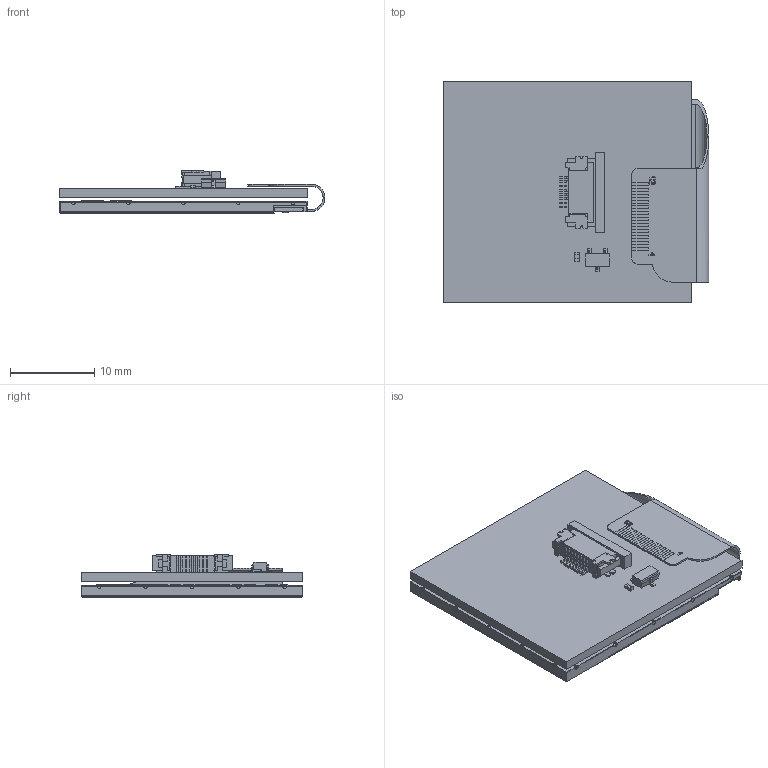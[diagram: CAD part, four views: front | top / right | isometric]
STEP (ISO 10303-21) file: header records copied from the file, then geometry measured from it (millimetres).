
FILE_DESCRIPTION(('Open CASCADE Model'),'2;1');
FILE_NAME('Open CASCADE Shape Model','2021-05-24T15:47:55',('Author'),( 'Open CASCADE'),'Open CASCADE STEP processor 6.8','Open CASCADE 6.8' ,'Unknown');
FILE_SCHEMA(('AUTOMOTIVE_DESIGN { 1 0 10303 214 1 1 1 1 }'));
Length unit declared in the file: millimetre
Products named in the file (17): PCB; Board; Open CASCADE STEP translator 6.8 1.1.1; R1; 6117106016; Mid_Body; Terminal; Open_CASCADE_STEP_translator_6.8_20.2.1; Mark; Q1; SOT-23-3; CON1; fpc; ffc_fpc_affc20-16-050-shb-t_(2); 1; tft; 1.3_TFT_IPS_-_Flush_Reverse_Mount
Assembly tree (17 placements, depth 5):
  PCB
    Board
      Open CASCADE STEP translator 6.8 1.1.1
    R1
      6117106016
        Mid_Body
        Terminal  x2
          Open_CASCADE_STEP_translator_6.8_20.2.1
        Mark
    Q1
      SOT-23-3
    CON1
      fpc
        ffc_fpc_affc20-16-050-shb-t_(2)
    1
      tft
        1.3_TFT_IPS_-_Flush_Reverse_Mount
Bounding box: 31.51 x 26.25 x 5.03 mm (x, y, z)
Volume: 2025.5 mm3; surface area: 4292 mm2
Topology: 13 solids, 33 shells, 1904 faces, 5378 edges, 3554 vertices
Faces by surface type: plane 1769, bspline 87, cylinder 48
Entity records: 74856 total; most frequent: CARTESIAN_POINT 14462, ORIENTED_EDGE 10708, DIRECTION 8930, EDGE_CURVE 5354, LINE 4866, VECTOR 4866, VERTEX_POINT 3538, AXIS2_PLACEMENT_3D 2032
